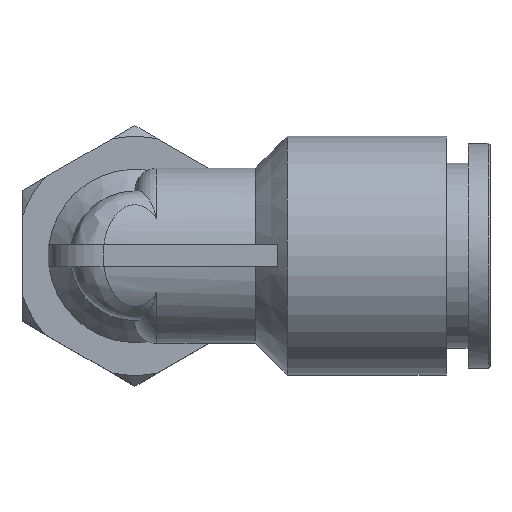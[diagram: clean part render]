
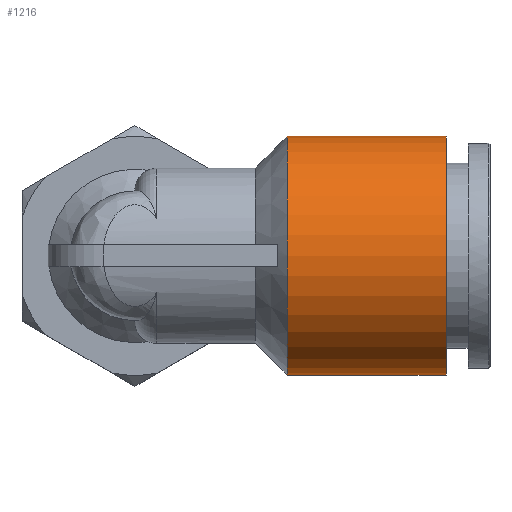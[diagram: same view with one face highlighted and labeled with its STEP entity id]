
A CAD part, top view. The second image highlights one B-rep face of the part: STEP entity #1216.
In plain terms, the highlighted cylindrical face has radius 5.45 mm (diameter 10.9 mm), a full revolution.
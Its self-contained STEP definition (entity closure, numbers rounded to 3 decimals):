
#93=CYLINDRICAL_SURFACE('',#1301,5.45);
#297=ORIENTED_EDGE('',*,*,#457,.T.);
#298=ORIENTED_EDGE('',*,*,#507,.T.);
#457=EDGE_CURVE('',#576,#576,#635,.T.);
#507=EDGE_CURVE('',#600,#600,#644,.T.);
#576=VERTEX_POINT('',#1698);
#600=VERTEX_POINT('',#1913);
#635=CIRCLE('',#1280,5.45);
#644=CIRCLE('',#1302,5.45);
#677=EDGE_LOOP('',(#297));
#678=EDGE_LOOP('',(#298));
#748=FACE_BOUND('',#677,.T.);
#749=FACE_BOUND('',#678,.T.);
#1216=ADVANCED_FACE('',(#748,#749),#93,.T.);
#1280=AXIS2_PLACEMENT_3D('',#1697,#1412,#1413);
#1301=AXIS2_PLACEMENT_3D('',#1911,#1462,#1463);
#1302=AXIS2_PLACEMENT_3D('',#1912,#1464,#1465);
#1412=DIRECTION('',(1.,0.,0.));
#1413=DIRECTION('',(0.,1.,0.));
#1462=DIRECTION('',(-1.,0.,0.));
#1463=DIRECTION('',(0.,-1.,0.));
#1464=DIRECTION('',(-1.,0.,0.));
#1465=DIRECTION('',(0.,1.,0.));
#1697=CARTESIAN_POINT('',(6.95,0.,6.58));
#1698=CARTESIAN_POINT('',(6.95,5.45,6.58));
#1911=CARTESIAN_POINT('',(14.2,0.,6.58));
#1912=CARTESIAN_POINT('',(14.2,0.,6.58));
#1913=CARTESIAN_POINT('',(14.2,5.45,6.58));
